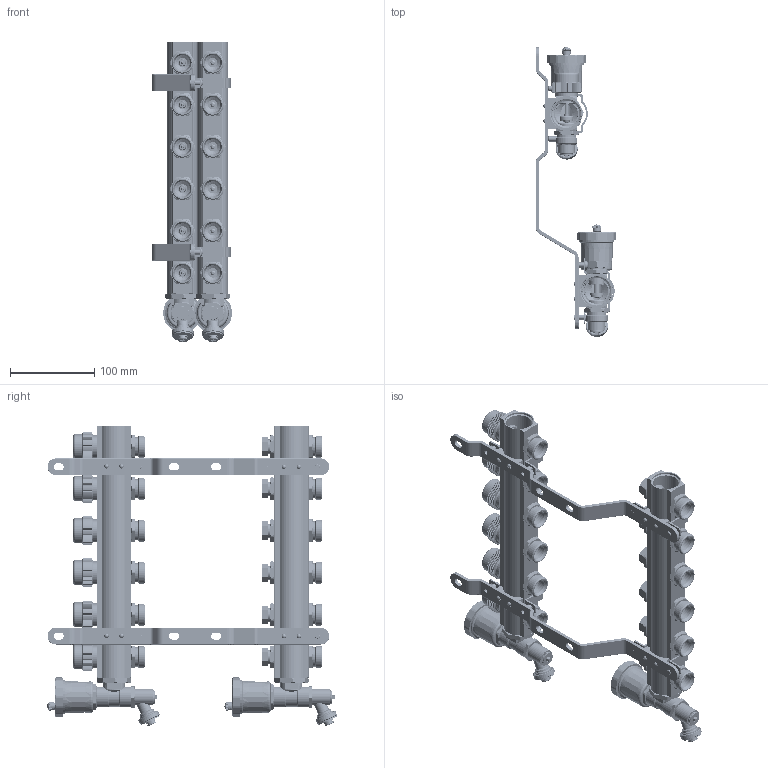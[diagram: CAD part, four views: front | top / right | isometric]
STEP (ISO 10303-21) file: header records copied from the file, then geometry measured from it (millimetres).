
FILE_DESCRIPTION (( 'STEP AP203' ), '1' );
FILE_NAME ('6341657.STEP', '2023-11-17T00:08:44', ( 'ASUS' ), ( '' ), 'SwSTEP 2.0', 'SolidWorks 2015', '' );
FILE_SCHEMA (( 'CONFIG_CONTROL_DESIGN' ));
Length unit declared in the file: millimetre
Products named in the file (58): ON157E  O型圈3x3; 623305090; 354505011R; 634065010R; O型圈11.7x1.9; 614003011; 611803055; 綻祧菜-15.8x1-DH330; 619235059; 611803095; TN0905.7X3菜蹋; NBR-14x4.2x3-DN190; 634403031; 353605020G; 623305061; ON045EX  O型圈17.2X2.4; 6362050; 6341657; 641305010S; 602203080-; 634905030R; 602203050; 602203040; ON055  O型圈36X2; 623305050; 602203060; 634403040; 602203030ѹñ; 618803029; 苤菜え; 623305070; 614003031G; 634403011; O型圈27X3.5   ON271; 63406571; M6X12X15.5坋趼攫芛蹟隊; O型圈10X2-ON022E; 602203070粟銅; 634403090; O型圈3.5x2.3 ...
Assembly tree (97 placements, depth 4):
  6341657
    63406571
      634065010R
      619235059  x6
      O型圈  14x3  x2
      ON050  17.5X2.2  x2
      6344031  x6
        634403011
        634403031
        634403060
        苤菜え
        611803025
        611803055
        634403090
        634403040
        634403050
        ON045EX  O型圈17.2X2.4
        O型圈11.7x1.9
        O型圈3.5x2.3
        ON157E  O型圈3x3
        611803095
      613303040  x6
    63416571
      634065010R
      619235059  x6
      O型圈  14x3  x2
      ON050  17.5X2.2
      6140034  x6
        614003011
        614003021
        614003031G
        O型圈10X2-ON022E
        ON045EX  O型圈17.2X2.4
        NBR-14x4.2x3-DN190
        綻祧菜-15.8x1-DH330
    6362050  x2
      634905030R
      634805040
      M6X12X15.5坋趼攫芛蹟隊
      354505011R
    6413050  x2
      641305010S
      353605020G
      O型圈27X3.5   ON271
      62331
        623305050
        623305061
        623305070
        623305090
        18.5
        13.5
        錨璃1
      60220324
        612203010S
        618803029
        602203030ѹñ
        602203060
        602203070粟銅
        TN0905.7X3菜蹋
        602203050
Bounding box: 95.84 x 344.74 x 357.7 mm (x, y, z)
Volume: 683495.9 mm3; surface area: 510813.4 mm2
Topology: 211 solids, 211 shells, 6702 faces, 16080 edges, 10028 vertices
Faces by surface type: cylinder 2550, plane 2380, cone 1216, torus 436, bspline 100, sphere 20
Entity records: 66642 total; most frequent: CARTESIAN_POINT 20107, DIRECTION 8599, ORIENTED_EDGE 7976, EDGE_CURVE 3988, AXIS2_PLACEMENT_3D 3436, VERTEX_POINT 2484, EDGE_LOOP 1848, LINE 1727
